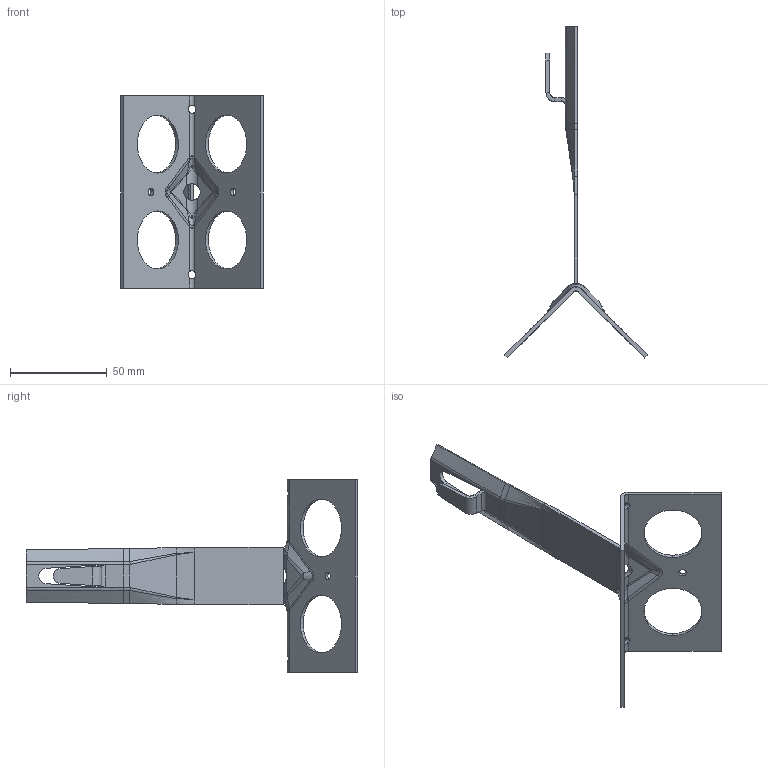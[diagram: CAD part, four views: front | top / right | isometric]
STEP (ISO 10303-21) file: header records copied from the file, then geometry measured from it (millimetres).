
FILE_DESCRIPTION (( 'STEP AP203' ), '1' );
FILE_NAME ('2106 Êîíüêîâûé äåðæàòåëü, âûñîòà Í - 10 (ñì), äèàìåòð ïðîâîëîêè -6-8(ìì).STEP', '2024-03-05T06:56:36', ( '' ), ( '' ), 'SwSTEP 2.0', 'SolidWorks 2022', '' );
FILE_SCHEMA (( 'CONFIG_CONTROL_DESIGN' ));
Length unit declared in the file: millimetre
Products named in the file (4): 2106 Коньковый держатель, высота Н - 10 (см), диаметр проволоки -6-8(мм); 2104.101 Прямой держатель зажимной; 2106.100  Коньковый держатель зажимной_00; 2105.101 Уголок_00
Assembly tree (3 placements, depth 3):
  2106 Коньковый держатель, высота Н - 10 (см), диаметр проволоки -6-8(мм)
    2106.100  Коньковый держатель зажимной_00
      2105.101 Уголок_00
      2104.101 Прямой держатель зажимной
Bounding box: 73.54 x 171.52 x 99.5 mm (x, y, z)
Volume: 22181.2 mm3; surface area: 24843.6 mm2
Topology: 2 solids, 2 shells, 204 faces, 555 edges, 345 vertices
Faces by surface type: bspline 128, cylinder 38, plane 38
Entity records: 19281 total; most frequent: CARTESIAN_POINT 14977, ORIENTED_EDGE 1098, EDGE_CURVE 549, DIRECTION 372, B_SPLINE_CURVE_WITH_KNOTS 371, VERTEX_POINT 345, EDGE_LOOP 216, ADVANCED_FACE 202
